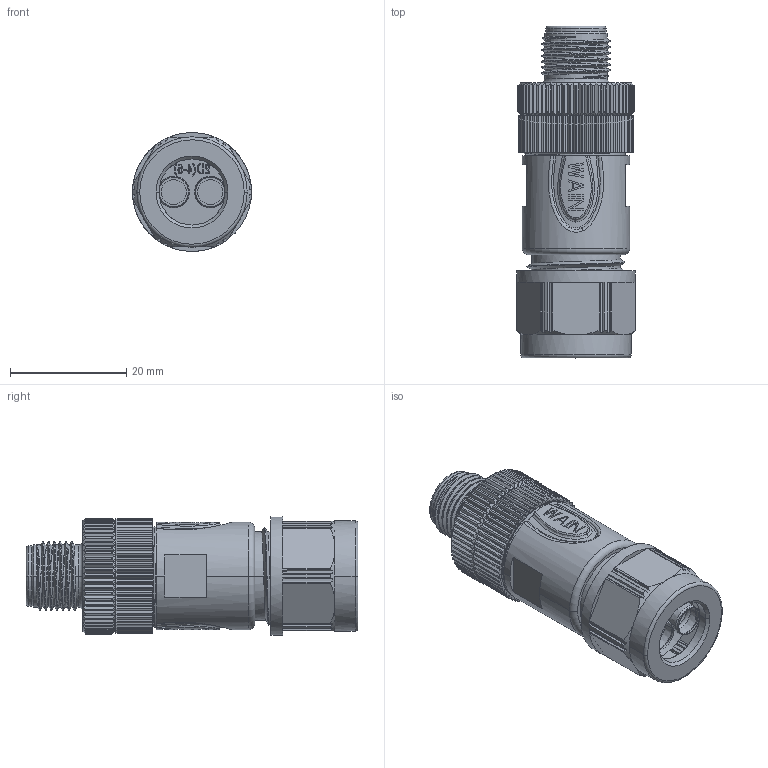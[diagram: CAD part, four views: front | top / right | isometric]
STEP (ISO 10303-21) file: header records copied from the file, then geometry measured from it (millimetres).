
FILE_DESCRIPTION((''),'2;1');
FILE_NAME('3D_1630084113004_M12-M08A-T-2D5','2023-12-27T',('13531'),(''),'PRO/ENGINEER BY PARAMETRIC TECHNOLOGY CORPORATION, 2012480','PRO/ENGINEER BY PARAMETRIC TECHNOLOGY CORPORATION, 2012480','');
FILE_SCHEMA(('CONFIG_CONTROL_DESIGN'));
Products named in the file (1): 3D_1630084113004_M12-M08A-T-2D5
Bounding box: 20.5 x 57.2 x 20.49 mm (x, y, z)
Volume: 12136.9 mm3; surface area: 9932 mm2
Topology: 1 solids, 1 shells, 1710 faces, 4761 edges, 3028 vertices
Faces by surface type: plane 686, cylinder 485, cone 286, extrusion 142, bspline 60, sphere 32, torus 19
Entity records: 74103 total; most frequent: CARTESIAN_POINT 32466, ORIENTED_EDGE 9434, DIRECTION 7626, EDGE_CURVE 4717, VERTEX_POINT 3028, AXIS2_PLACEMENT_3D 2722, VECTOR 2182, LINE 2040
